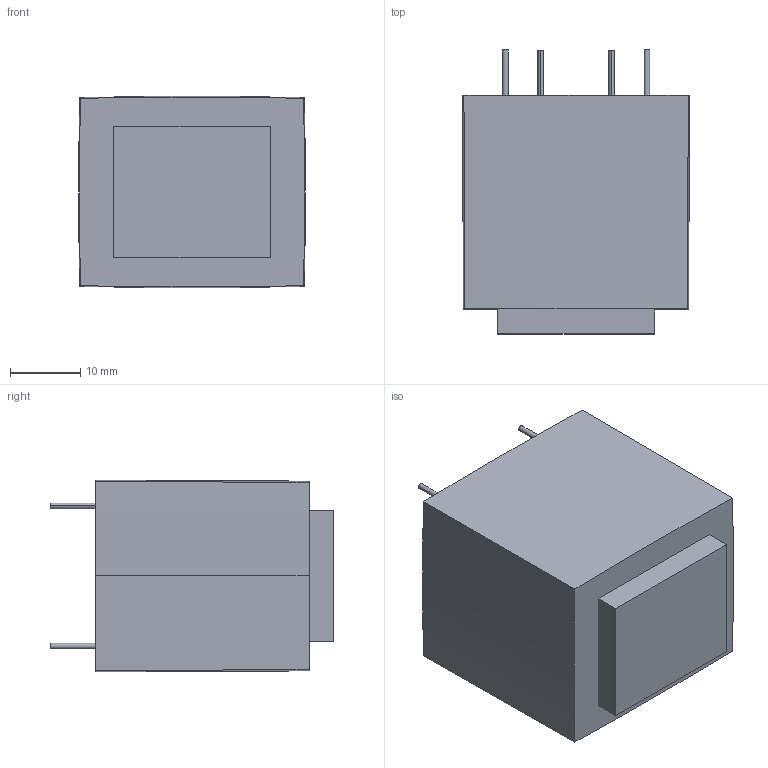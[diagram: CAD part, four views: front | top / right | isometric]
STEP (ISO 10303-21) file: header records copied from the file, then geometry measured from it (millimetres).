
FILE_DESCRIPTION (( 'STEP AP214' ), '1' );
FILE_NAME ('192641.STEP', '2020-05-28T20:05:22', ( '' ), ( '' ), 'SwSTEP 2.0', 'SolidWorks 2018', '' );
FILE_SCHEMA (( 'AUTOMOTIVE_DESIGN' ));
Length unit declared in the file: millimetre
Products named in the file (1): 192641
Bounding box: 32.37 x 40.5 x 27.3 mm (x, y, z)
Volume: 28044.4 mm3; surface area: 5678.5 mm2
Topology: 1 solids, 1 shells, 25 faces, 55 edges, 38 vertices
Faces by surface type: plane 12, cylinder 8, cone 5
Entity records: 749 total; most frequent: DIRECTION 133, CARTESIAN_POINT 131, ORIENTED_EDGE 110, AXIS2_PLACEMENT_3D 56, EDGE_CURVE 55, VERTEX_POINT 38, EDGE_LOOP 31, CIRCLE 30
